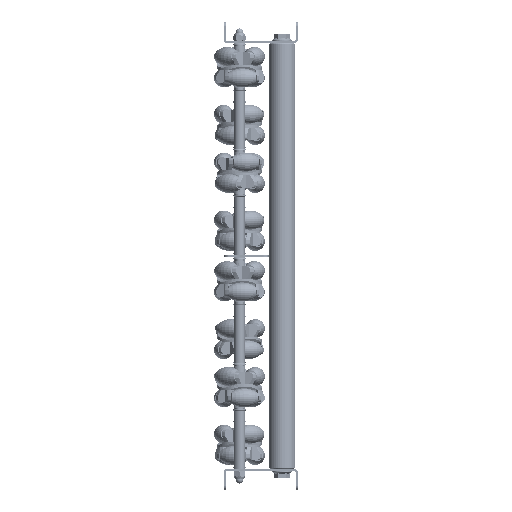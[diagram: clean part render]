
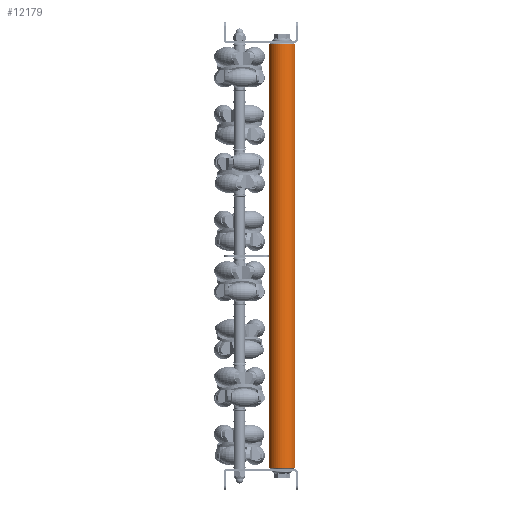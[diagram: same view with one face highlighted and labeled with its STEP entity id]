
A CAD part, left-side view. The second image highlights one B-rep face of the part: STEP entity #12179.
In plain terms, the highlighted cylindrical face has radius 12.5 mm (diameter 25 mm), a partial arc.
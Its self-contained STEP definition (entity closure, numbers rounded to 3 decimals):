
#81 = LINE ( 'NONE', #14427, #5992 ) ;
#1260 = CIRCLE ( 'NONE', #16413, 12.5 ) ;
#1519 = CIRCLE ( 'NONE', #12159, 12.5 ) ;
#1611 = DIRECTION ( 'NONE',  ( -1., 0., 0. ) ) ;
#2172 = ORIENTED_EDGE ( 'NONE', *, *, #3373, .T. ) ;
#2270 = CARTESIAN_POINT ( 'NONE',  ( 1., 0., 12.5 ) ) ;
#2634 = VERTEX_POINT ( 'NONE', #4690 ) ;
#2976 = DIRECTION ( 'NONE',  ( 0., 0., -1. ) ) ;
#3373 = EDGE_CURVE ( 'NONE', #2634, #5289, #1260, .T. ) ;
#3506 = AXIS2_PLACEMENT_3D ( 'NONE', #12904, #9693, #4138 ) ;
#3734 = VECTOR ( 'NONE', #18646, 1000. ) ;
#4138 = DIRECTION ( 'NONE',  ( 0., 0., 1. ) ) ;
#4690 = CARTESIAN_POINT ( 'NONE',  ( 399., 0., -12.5 ) ) ;
#4962 = CARTESIAN_POINT ( 'NONE',  ( 1., 0., -12.5 ) ) ;
#5104 = ORIENTED_EDGE ( 'NONE', *, *, #14919, .T. ) ;
#5289 = VERTEX_POINT ( 'NONE', #9545 ) ;
#5992 = VECTOR ( 'NONE', #10262, 1000. ) ;
#6404 = VERTEX_POINT ( 'NONE', #2270 ) ;
#6918 = EDGE_LOOP ( 'NONE', ( #9102, #2172, #5104, #9891 ) ) ;
#7430 = DIRECTION ( 'NONE',  ( 0., 0., -1. ) ) ;
#7554 = CARTESIAN_POINT ( 'NONE',  ( 1., 0., 0. ) ) ;
#8176 = CYLINDRICAL_SURFACE ( 'NONE', #3506, 12.5 ) ;
#8574 = CARTESIAN_POINT ( 'NONE',  ( 399., 0., 0. ) ) ;
#9102 = ORIENTED_EDGE ( 'NONE', *, *, #12124, .F. ) ;
#9545 = CARTESIAN_POINT ( 'NONE',  ( 399., 0., 12.5 ) ) ;
#9693 = DIRECTION ( 'NONE',  ( -1., 0., 0. ) ) ;
#9891 = ORIENTED_EDGE ( 'NONE', *, *, #15741, .T. ) ;
#10262 = DIRECTION ( 'NONE',  ( -1., 0., 0. ) ) ;
#12124 = EDGE_CURVE ( 'NONE', #2634, #12309, #12898, .T. ) ;
#12159 = AXIS2_PLACEMENT_3D ( 'NONE', #7554, #17390, #2976 ) ;
#12179 = ADVANCED_FACE ( 'NONE', ( #15539 ), #8176, .T. ) ;
#12309 = VERTEX_POINT ( 'NONE', #4962 ) ;
#12898 = LINE ( 'NONE', #15810, #3734 ) ;
#12904 = CARTESIAN_POINT ( 'NONE',  ( 400., 0., 0. ) ) ;
#14427 = CARTESIAN_POINT ( 'NONE',  ( 400., 0., 12.5 ) ) ;
#14919 = EDGE_CURVE ( 'NONE', #5289, #6404, #81, .T. ) ;
#15539 = FACE_OUTER_BOUND ( 'NONE', #6918, .T. ) ;
#15741 = EDGE_CURVE ( 'NONE', #6404, #12309, #1519, .T. ) ;
#15810 = CARTESIAN_POINT ( 'NONE',  ( 400., 0., -12.5 ) ) ;
#16413 = AXIS2_PLACEMENT_3D ( 'NONE', #8574, #1611, #7430 ) ;
#17390 = DIRECTION ( 'NONE',  ( 1., 0., 0. ) ) ;
#18646 = DIRECTION ( 'NONE',  ( -1., 0., 0. ) ) ;
